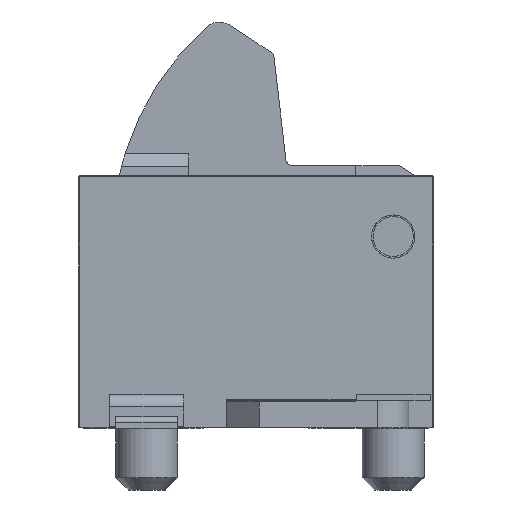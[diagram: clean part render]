
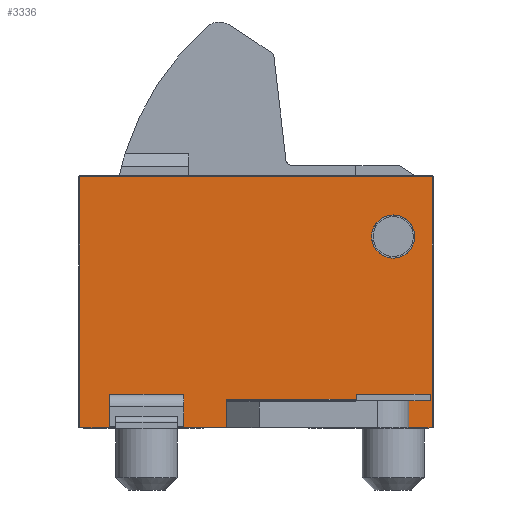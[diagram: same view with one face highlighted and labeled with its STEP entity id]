
A CAD part, front view. The second image highlights one B-rep face of the part: STEP entity #3336.
In plain terms, the highlighted planar face has unit normal (0, -1, 0).
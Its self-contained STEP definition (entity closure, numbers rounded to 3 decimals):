
#22=FACE_BOUND('',#1184,.T.);
#23=FACE_BOUND('',#1185,.T.);
#117=PLANE('',#3560);
#236=LINE('',#5053,#576);
#248=LINE('',#5096,#588);
#250=LINE('',#5100,#590);
#251=LINE('',#5102,#591);
#252=LINE('',#5104,#592);
#253=LINE('',#5106,#593);
#254=LINE('',#5108,#594);
#255=LINE('',#5110,#595);
#256=LINE('',#5112,#596);
#257=LINE('',#5114,#597);
#258=LINE('',#5116,#598);
#259=LINE('',#5117,#599);
#260=LINE('',#5122,#600);
#261=LINE('',#5124,#601);
#262=LINE('',#5126,#602);
#263=LINE('',#5127,#603);
#576=VECTOR('',#3928,10.);
#588=VECTOR('',#3960,10.);
#590=VECTOR('',#3964,10.);
#591=VECTOR('',#3965,10.);
#592=VECTOR('',#3966,10.);
#593=VECTOR('',#3967,10.);
#594=VECTOR('',#3968,10.);
#595=VECTOR('',#3969,10.);
#596=VECTOR('',#3970,10.);
#597=VECTOR('',#3971,10.);
#598=VECTOR('',#3972,10.);
#599=VECTOR('',#3973,10.);
#600=VECTOR('',#3976,10.);
#601=VECTOR('',#3977,10.);
#602=VECTOR('',#3978,10.);
#603=VECTOR('',#3979,10.);
#987=FACE_OUTER_BOUND('',#1183,.T.);
#1183=EDGE_LOOP('',(#2410,#2411,#2412,#2413,#2414,#2415,#2416,#2417,#2418,
#2419,#2420,#2421,#2422));
#1184=EDGE_LOOP('',(#2423));
#1185=EDGE_LOOP('',(#2424,#2425,#2426,#2427));
#1378=B_SPLINE_CURVE_WITH_KNOTS('',3,(#5019,#5020,#5021,#5022,#5023,#5024,
#5025,#5026,#5027,#5028,#5029,#5030,#5031,#5032,#5033,#5034,#5035,#5036,
#5037,#5038,#5039,#5040),.UNSPECIFIED.,.F.,.F.,(4,3,3,3,3,3,3,4),(0.,0.,
0.001,0.001,0.002,0.002,
0.002,0.002),.UNSPECIFIED.);
#1415=CIRCLE('',#3561,0.35);
#1546=VERTEX_POINT('',#5016);
#1547=VERTEX_POINT('',#5018);
#1551=VERTEX_POINT('',#5051);
#1562=VERTEX_POINT('',#5095);
#1563=VERTEX_POINT('',#5099);
#1564=VERTEX_POINT('',#5101);
#1565=VERTEX_POINT('',#5103);
#1566=VERTEX_POINT('',#5105);
#1567=VERTEX_POINT('',#5107);
#1568=VERTEX_POINT('',#5109);
#1569=VERTEX_POINT('',#5111);
#1570=VERTEX_POINT('',#5113);
#1571=VERTEX_POINT('',#5115);
#1572=VERTEX_POINT('',#5118);
#1573=VERTEX_POINT('',#5120);
#1574=VERTEX_POINT('',#5121);
#1575=VERTEX_POINT('',#5123);
#1576=VERTEX_POINT('',#5125);
#1862=EDGE_CURVE('',#1546,#1547,#1378,.F.);
#1869=EDGE_CURVE('',#1551,#1546,#236,.T.);
#1886=EDGE_CURVE('',#1562,#1547,#248,.T.);
#1888=EDGE_CURVE('',#1551,#1563,#250,.T.);
#1889=EDGE_CURVE('',#1563,#1564,#251,.T.);
#1890=EDGE_CURVE('',#1564,#1565,#252,.T.);
#1891=EDGE_CURVE('',#1565,#1566,#253,.T.);
#1892=EDGE_CURVE('',#1566,#1567,#254,.T.);
#1893=EDGE_CURVE('',#1567,#1568,#255,.T.);
#1894=EDGE_CURVE('',#1569,#1568,#256,.T.);
#1895=EDGE_CURVE('',#1570,#1569,#257,.T.);
#1896=EDGE_CURVE('',#1571,#1570,#258,.T.);
#1897=EDGE_CURVE('',#1571,#1562,#259,.T.);
#1898=EDGE_CURVE('',#1572,#1572,#1415,.T.);
#1899=EDGE_CURVE('',#1573,#1574,#260,.T.);
#1900=EDGE_CURVE('',#1574,#1575,#261,.T.);
#1901=EDGE_CURVE('',#1575,#1576,#262,.T.);
#1902=EDGE_CURVE('',#1576,#1573,#263,.T.);
#2410=ORIENTED_EDGE('',*,*,#1886,.T.);
#2411=ORIENTED_EDGE('',*,*,#1862,.F.);
#2412=ORIENTED_EDGE('',*,*,#1869,.F.);
#2413=ORIENTED_EDGE('',*,*,#1888,.T.);
#2414=ORIENTED_EDGE('',*,*,#1889,.T.);
#2415=ORIENTED_EDGE('',*,*,#1890,.T.);
#2416=ORIENTED_EDGE('',*,*,#1891,.T.);
#2417=ORIENTED_EDGE('',*,*,#1892,.T.);
#2418=ORIENTED_EDGE('',*,*,#1893,.T.);
#2419=ORIENTED_EDGE('',*,*,#1894,.F.);
#2420=ORIENTED_EDGE('',*,*,#1895,.F.);
#2421=ORIENTED_EDGE('',*,*,#1896,.F.);
#2422=ORIENTED_EDGE('',*,*,#1897,.T.);
#2423=ORIENTED_EDGE('',*,*,#1898,.T.);
#2424=ORIENTED_EDGE('',*,*,#1899,.T.);
#2425=ORIENTED_EDGE('',*,*,#1900,.T.);
#2426=ORIENTED_EDGE('',*,*,#1901,.T.);
#2427=ORIENTED_EDGE('',*,*,#1902,.T.);
#3336=ADVANCED_FACE('',(#987,#22,#23),#117,.T.);
#3560=AXIS2_PLACEMENT_3D('',#5098,#3962,#3963);
#3561=AXIS2_PLACEMENT_3D('',#5119,#3974,#3975);
#3928=DIRECTION('',(-1.,0.,0.));
#3960=DIRECTION('',(0.,0.,1.));
#3962=DIRECTION('center_axis',(0.,-1.,0.));
#3963=DIRECTION('ref_axis',(1.,0.,0.));
#3964=DIRECTION('',(0.,0.,1.));
#3965=DIRECTION('',(1.,0.,0.));
#3966=DIRECTION('',(0.,0.,-1.));
#3967=DIRECTION('',(-1.,0.,0.));
#3968=DIRECTION('',(0.,0.,-1.));
#3969=DIRECTION('',(1.,0.,0.));
#3970=DIRECTION('',(0.,0.,-1.));
#3971=DIRECTION('',(1.,0.,0.));
#3972=DIRECTION('',(0.,0.,1.));
#3973=DIRECTION('',(1.,0.,0.));
#3974=DIRECTION('center_axis',(0.,1.,0.));
#3975=DIRECTION('ref_axis',(1.,0.,0.));
#3976=DIRECTION('',(0.,0.,-1.));
#3977=DIRECTION('',(-1.,0.,0.));
#3978=DIRECTION('',(0.,0.,1.));
#3979=DIRECTION('',(1.,0.,0.));
#5016=CARTESIAN_POINT('',(-0.467,-0.975,0.47));
#5018=CARTESIAN_POINT('',(-0.475,-0.975,0.449));
#5019=CARTESIAN_POINT('Ctrl Pts',(-0.475,-0.975,
0.449));
#5020=CARTESIAN_POINT('Ctrl Pts',(-0.475,-0.975,
0.451));
#5021=CARTESIAN_POINT('Ctrl Pts',(-0.475,-0.975,
0.452));
#5022=CARTESIAN_POINT('Ctrl Pts',(-0.475,-0.975,
0.454));
#5023=CARTESIAN_POINT('Ctrl Pts',(-0.474,-0.975,
0.456));
#5024=CARTESIAN_POINT('Ctrl Pts',(-0.474,-0.975,
0.458));
#5025=CARTESIAN_POINT('Ctrl Pts',(-0.473,-0.975,
0.46));
#5026=CARTESIAN_POINT('Ctrl Pts',(-0.473,-0.975,
0.461));
#5027=CARTESIAN_POINT('Ctrl Pts',(-0.472,-0.975,
0.462));
#5028=CARTESIAN_POINT('Ctrl Pts',(-0.472,-0.975,
0.463));
#5029=CARTESIAN_POINT('Ctrl Pts',(-0.472,-0.975,
0.463));
#5030=CARTESIAN_POINT('Ctrl Pts',(-0.471,-0.975,
0.464));
#5031=CARTESIAN_POINT('Ctrl Pts',(-0.471,-0.975,
0.465));
#5032=CARTESIAN_POINT('Ctrl Pts',(-0.47,-0.975,
0.466));
#5033=CARTESIAN_POINT('Ctrl Pts',(-0.469,-0.975,
0.467));
#5034=CARTESIAN_POINT('Ctrl Pts',(-0.469,-0.975,
0.468));
#5035=CARTESIAN_POINT('Ctrl Pts',(-0.468,-0.975,
0.469));
#5036=CARTESIAN_POINT('Ctrl Pts',(-0.467,-0.975,
0.469));
#5037=CARTESIAN_POINT('Ctrl Pts',(-0.467,-0.975,
0.47));
#5038=CARTESIAN_POINT('Ctrl Pts',(-0.467,-0.975,
0.47));
#5039=CARTESIAN_POINT('Ctrl Pts',(-0.467,-0.975,0.47));
#5040=CARTESIAN_POINT('Ctrl Pts',(-0.467,-0.975,0.47));
#5051=CARTESIAN_POINT('',(1.625,-0.975,0.47));
#5053=CARTESIAN_POINT('',(-0.938,-0.975,0.47));
#5095=CARTESIAN_POINT('',(-0.475,-0.975,0.01));
#5096=CARTESIAN_POINT('',(-0.475,-0.975,0.));
#5098=CARTESIAN_POINT('Origin',(-2.875,-0.975,0.));
#5099=CARTESIAN_POINT('',(1.625,-0.975,0.55));
#5100=CARTESIAN_POINT('',(1.625,-0.975,0.25));
#5101=CARTESIAN_POINT('',(2.825,-0.975,0.55));
#5102=CARTESIAN_POINT('',(-0.325,-0.975,0.55));
#5103=CARTESIAN_POINT('',(2.825,-0.975,0.45));
#5104=CARTESIAN_POINT('',(2.825,-0.975,0.25));
#5105=CARTESIAN_POINT('',(2.475,-0.975,0.45));
#5106=CARTESIAN_POINT('',(-0.325,-0.975,0.45));
#5107=CARTESIAN_POINT('',(2.475,-0.975,0.01));
#5108=CARTESIAN_POINT('',(2.475,-0.975,0.));
#5109=CARTESIAN_POINT('',(2.855,-0.975,0.01));
#5110=CARTESIAN_POINT('',(-1.438,-0.975,0.01));
#5111=CARTESIAN_POINT('',(2.855,-0.975,4.08));
#5112=CARTESIAN_POINT('',(2.855,-0.975,0.));
#5113=CARTESIAN_POINT('',(-2.855,-0.975,4.08));
#5114=CARTESIAN_POINT('',(-1.438,-0.975,4.08));
#5115=CARTESIAN_POINT('',(-2.855,-0.975,0.01));
#5116=CARTESIAN_POINT('',(-2.855,-0.975,0.));
#5117=CARTESIAN_POINT('',(-1.438,-0.975,0.01));
#5118=CARTESIAN_POINT('',(1.875,-0.975,3.11));
#5119=CARTESIAN_POINT('Origin',(2.225,-0.975,3.11));
#5120=CARTESIAN_POINT('',(-1.175,-0.975,0.55));
#5121=CARTESIAN_POINT('',(-1.175,-0.975,0.45));
#5122=CARTESIAN_POINT('',(-1.175,-0.975,1.025));
#5123=CARTESIAN_POINT('',(-2.375,-0.975,0.45));
#5124=CARTESIAN_POINT('',(-2.325,-0.975,0.45));
#5125=CARTESIAN_POINT('',(-2.375,-0.975,0.55));
#5126=CARTESIAN_POINT('',(-2.375,-0.975,1.025));
#5127=CARTESIAN_POINT('',(-2.325,-0.975,0.55));
